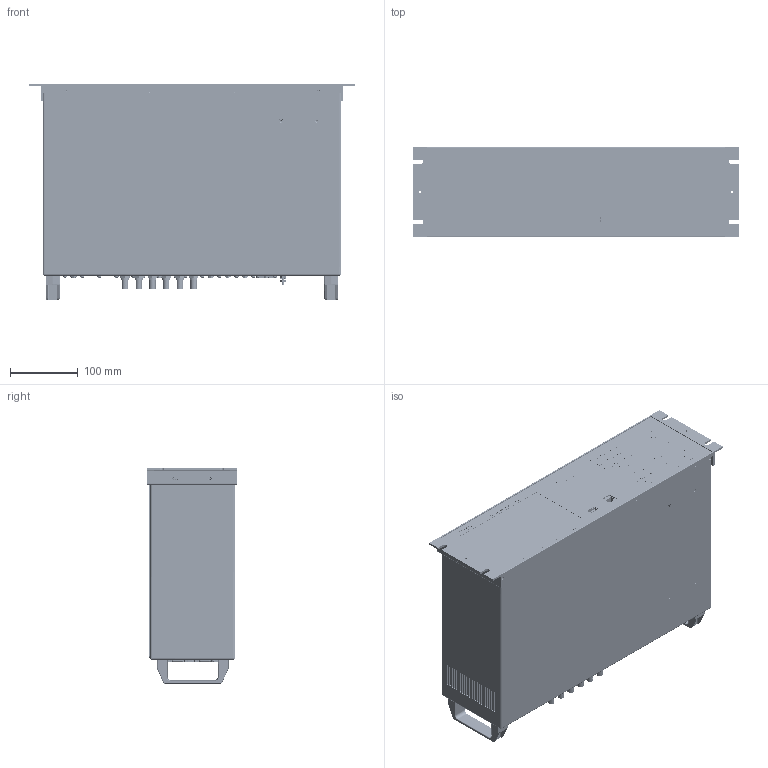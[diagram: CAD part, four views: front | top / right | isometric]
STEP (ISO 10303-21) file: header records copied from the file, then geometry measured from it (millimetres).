
FILE_DESCRIPTION(/* description */ ('IC6 Deposition Controller (IC6-141211)'),/* implementation_level */ '2;1');
FILE_NAME(/* name */ 'IC6-141211 - IC6 Deposition Controller (Outline Model rev. A).stp',/* time_stamp */ '2017-08-24T09:47:39-04:00',/* author */ ('Joel Plasencia'),/* organization */ ('INFICON'),/* preprocessor_version */ 'ST-DEVELOPER v16',/* originating_system */ 'SIEMENS PLM Software NX 10.0',/* authorisation */ 'Copyright© 2017 INFICON - ALL RIGHTS RESERVED');
FILE_SCHEMA (('AUTOMOTIVE_DESIGN { 1 0 10303 214 3 1 1 1 }'));
Products named in the file (1): IC6-141211_A
Bounding box: 482.09 x 132.59 x 320.41 mm (x, y, z)
Volume: 15999783 mm3; surface area: 585286.8 mm2
Topology: 1 solids, 32 shells, 7400 faces, 18886 edges, 12218 vertices
Faces by surface type: plane 4242, cylinder 2269, cone 682, extrusion 71, bspline 64, torus 36, sphere 36
Full cylindrical faces by diameter (mm): 0.9 x15, 1.016 x75, 1.143 x15, 1.181 x18, 2.083 x15, 2.121 x18, 2.261 x34, 2.845 x2, 2.997 x2, 3 x46, 3.02 x1, 3.581 x46, 3.938 x1, 3.988 x2, 4 x9, 4.191 x4, 4.229 x3, 4.978 x4, 5.004 x2, 5.41 x4, 5.6 x24, 5.994 x24, 6.401 x4, 9.299 x4, 12.7 x7, 13.208 x6, 16.002 x6, 19.101 x1
Entity records: 248965 total; most frequent: CARTESIAN_POINT 48440, DIRECTION 37298, ORIENTED_EDGE 36060, EDGE_CURVE 18030, AXIS2_PLACEMENT_3D 13454, VERTEX_POINT 11988, VECTOR 10390, LINE 10319
